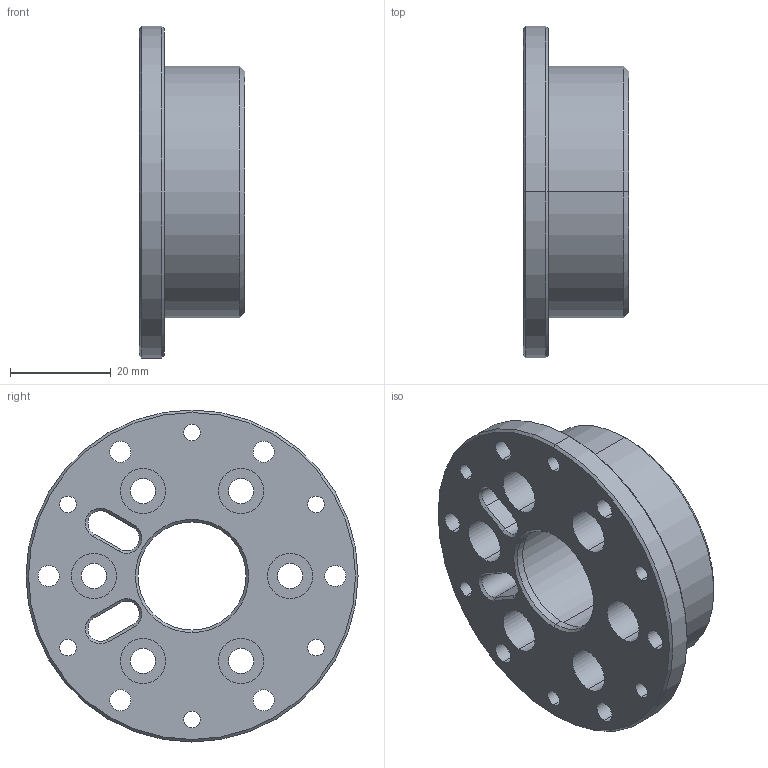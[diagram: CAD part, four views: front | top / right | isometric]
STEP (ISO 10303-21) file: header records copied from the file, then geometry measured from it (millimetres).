
FILE_DESCRIPTION (( 'STEP AP214' ), '1' );
FILE_NAME ('J6_cycloidalDrive_output_pincarrier.STEP', '2025-10-13T16:32:49', ( '' ), ( '' ), 'SwSTEP 2.0', 'SolidWorks 2025', '' );
FILE_SCHEMA (( 'AUTOMOTIVE_DESIGN' ));
Length unit declared in the file: millimetre
Products named in the file (1): J6_cycloidalDrive_output_pincarrier
Bounding box: 21 x 66 x 66 mm (x, y, z)
Volume: 31262.5 mm3; surface area: 14926.1 mm2
Topology: 1 solids, 1 shells, 107 faces, 272 edges, 172 vertices
Faces by surface type: cylinder 62, plane 23, cone 22
Entity records: 3661 total; most frequent: DIRECTION 640, CARTESIAN_POINT 572, ORIENTED_EDGE 544, EDGE_CURVE 272, AXIS2_PLACEMENT_3D 264, VERTEX_POINT 172, CIRCLE 156, EDGE_LOOP 154
